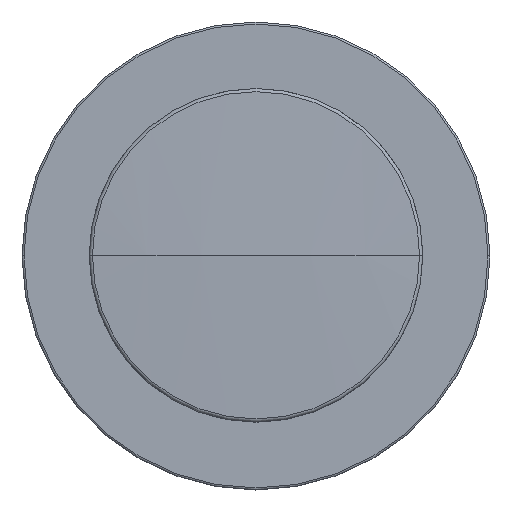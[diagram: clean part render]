
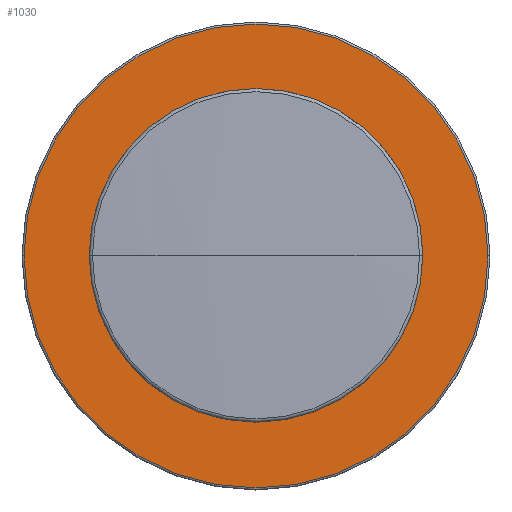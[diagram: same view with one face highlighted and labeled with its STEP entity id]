
A CAD part, top view. The second image highlights one B-rep face of the part: STEP entity #1030.
In plain terms, the highlighted face is planar.
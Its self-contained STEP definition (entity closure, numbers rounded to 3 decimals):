
#733=CARTESIAN_POINT('',(0.,4.,0.));
#734=DIRECTION('',(0.,1.,0.));
#735=DIRECTION('',(1.,0.,0.));
#736=AXIS2_PLACEMENT_3D('',#733,#734,#735);
#741=CARTESIAN_POINT('',(0.,4.,0.));
#742=DIRECTION('',(0.,1.,0.));
#743=DIRECTION('',(-1.,0.,0.));
#744=AXIS2_PLACEMENT_3D('',#741,#742,#743);
#765=CARTESIAN_POINT('',(0.,4.,0.));
#766=DIRECTION('',(0.,-1.,0.));
#767=DIRECTION('',(1.,0.,0.));
#768=AXIS2_PLACEMENT_3D('',#765,#766,#767);
#856=CARTESIAN_POINT('',(0.,4.,0.));
#857=DIRECTION('',(0.,1.,0.));
#858=DIRECTION('',(1.,0.,0.));
#859=AXIS2_PLACEMENT_3D('',#856,#857,#858);
#917=CARTESIAN_POINT('',(21.3,4.,0.));
#918=CARTESIAN_POINT('',(-21.3,4.,0.));
#919=VERTEX_POINT('',#917);
#920=VERTEX_POINT('',#918);
#921=CARTESIAN_POINT('',(34.7,4.,0.));
#922=CARTESIAN_POINT('',(-34.7,4.,0.));
#923=VERTEX_POINT('',#921);
#924=VERTEX_POINT('',#922);
#1014=CARTESIAN_POINT('',(0.,4.,0.));
#1015=DIRECTION('',(0.,-1.,0.));
#1016=DIRECTION('',(-1.,0.,0.));
#1017=AXIS2_PLACEMENT_3D('',#1014,#1015,#1016);
#1018=PLANE('',#1017);
#1020=ORIENTED_EDGE('',*,*,#1019,.F.);
#1021=ORIENTED_EDGE('',*,*,#997,.F.);
#1022=EDGE_LOOP('',(#1020,#1021));
#1023=FACE_OUTER_BOUND('',#1022,.F.);
#1025=ORIENTED_EDGE('',*,*,#1024,.F.);
#1027=ORIENTED_EDGE('',*,*,#1026,.T.);
#1028=EDGE_LOOP('',(#1025,#1027));
#1029=FACE_BOUND('',#1028,.F.);
#1030=ADVANCED_FACE('',(#1023,#1029),#1018,.F.);
#737=CIRCLE('',#736,34.7);
#745=CIRCLE('',#744,34.7);
#769=CIRCLE('',#768,21.3);
#860=CIRCLE('',#859,21.3);
#997=EDGE_CURVE('',#924,#923,#745,.T.);
#1019=EDGE_CURVE('',#923,#924,#737,.T.);
#1024=EDGE_CURVE('',#919,#920,#769,.T.);
#1026=EDGE_CURVE('',#919,#920,#860,.T.);
